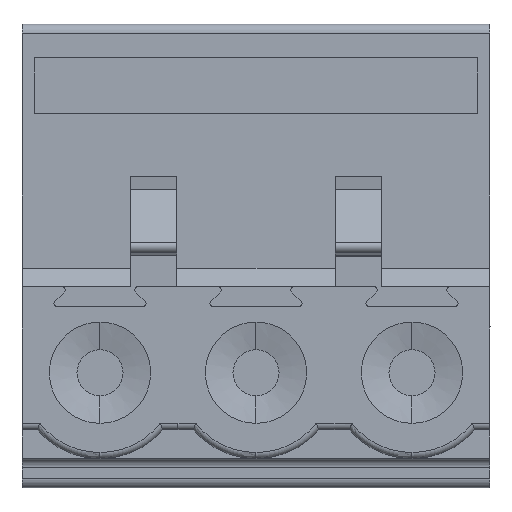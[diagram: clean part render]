
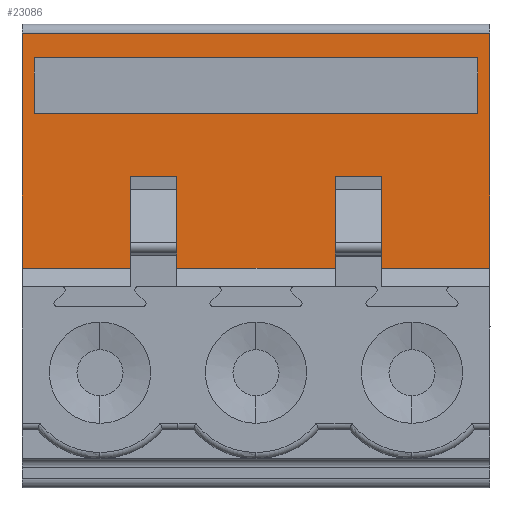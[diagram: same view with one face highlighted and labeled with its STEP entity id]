
A CAD part, front view. The second image highlights one B-rep face of the part: STEP entity #23086.
In plain terms, the highlighted planar face has unit normal (0, -1, 0).
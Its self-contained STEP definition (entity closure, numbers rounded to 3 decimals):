
#625 = DIRECTION ( 'NONE',  ( 0., 0., 1. ) ) ;
#955 = EDGE_CURVE ( 'NONE', #10114, #3358, #4096, .T. ) ;
#1567 = VERTEX_POINT ( 'NONE', #2285 ) ;
#1778 = CARTESIAN_POINT ( 'NONE',  ( 0.4, 8.8, 12.2 ) ) ;
#1792 = LINE ( 'NONE', #25409, #3903 ) ;
#2022 = ORIENTED_EDGE ( 'NONE', *, *, #29793, .F. ) ;
#2028 = LINE ( 'NONE', #18642, #17022 ) ;
#2169 = VERTEX_POINT ( 'NONE', #26243 ) ;
#2285 = CARTESIAN_POINT ( 'NONE',  ( 11.7, 8.8, 10.15 ) ) ;
#2370 = DIRECTION ( 'NONE',  ( -1., 0., 0. ) ) ;
#2851 = VECTOR ( 'NONE', #4158, 1000. ) ;
#3243 = CARTESIAN_POINT ( 'NONE',  ( 0., 8.8, 14.8 ) ) ;
#3358 = VERTEX_POINT ( 'NONE', #19468 ) ;
#3542 = PLANE ( 'NONE',  #13642 ) ;
#3727 = EDGE_CURVE ( 'NONE', #27566, #17667, #2028, .T. ) ;
#3840 = VECTOR ( 'NONE', #7195, 1000. ) ;
#3903 = VECTOR ( 'NONE', #23221, 1000. ) ;
#4096 = LINE ( 'NONE', #27444, #26318 ) ;
#4158 = DIRECTION ( 'NONE',  ( 1., 0., 0. ) ) ;
#4722 = CARTESIAN_POINT ( 'NONE',  ( 17.21, 8.8, 12.2 ) ) ;
#5377 = LINE ( 'NONE', #3243, #6544 ) ;
#5407 = DIRECTION ( 'NONE',  ( -1., 0., 0. ) ) ;
#5750 = EDGE_CURVE ( 'NONE', #15089, #11425, #5849, .T. ) ;
#5849 = LINE ( 'NONE', #25162, #20726 ) ;
#5896 = CARTESIAN_POINT ( 'NONE',  ( 10.2, 8.8, 10.15 ) ) ;
#5901 = VECTOR ( 'NONE', #5407, 1000. ) ;
#6015 = LINE ( 'NONE', #15519, #2851 ) ;
#6449 = EDGE_CURVE ( 'NONE', #26797, #11425, #26356, .T. ) ;
#6544 = VECTOR ( 'NONE', #625, 1000. ) ;
#7195 = DIRECTION ( 'NONE',  ( -1., 0., 0. ) ) ;
#7198 = VECTOR ( 'NONE', #22406, 1000. ) ;
#7579 = LINE ( 'NONE', #25034, #5901 ) ;
#7736 = VECTOR ( 'NONE', #9354, 1000. ) ;
#8626 = VECTOR ( 'NONE', #2370, 1000. ) ;
#8738 = VECTOR ( 'NONE', #28369, 1000. ) ;
#9056 = LINE ( 'NONE', #11706, #8738 ) ;
#9354 = DIRECTION ( 'NONE',  ( 0., 0., -1. ) ) ;
#9781 = ORIENTED_EDGE ( 'NONE', *, *, #3727, .F. ) ;
#9838 = ORIENTED_EDGE ( 'NONE', *, *, #5750, .F. ) ;
#9898 = ORIENTED_EDGE ( 'NONE', *, *, #22521, .F. ) ;
#10114 = VERTEX_POINT ( 'NONE', #26558 ) ;
#10130 = CARTESIAN_POINT ( 'NONE',  ( 14.84, 8.8, 12.2 ) ) ;
#10259 = ORIENTED_EDGE ( 'NONE', *, *, #19376, .F. ) ;
#10557 = CARTESIAN_POINT ( 'NONE',  ( 15.24, 8.8, 14.8 ) ) ;
#11425 = VERTEX_POINT ( 'NONE', #1778 ) ;
#11557 = LINE ( 'NONE', #16231, #21701 ) ;
#11706 = CARTESIAN_POINT ( 'NONE',  ( 14.84, 8.8, 14. ) ) ;
#12891 = LINE ( 'NONE', #10557, #7198 ) ;
#13328 = ORIENTED_EDGE ( 'NONE', *, *, #23799, .T. ) ;
#13642 = AXIS2_PLACEMENT_3D ( 'NONE', #29642, #29336, #27343 ) ;
#13724 = VERTEX_POINT ( 'NONE', #22463 ) ;
#13759 = DIRECTION ( 'NONE',  ( -1., 0., 0. ) ) ;
#13934 = VECTOR ( 'NONE', #28196, 1000. ) ;
#14324 = EDGE_CURVE ( 'NONE', #27566, #1567, #6015, .T. ) ;
#15089 = VERTEX_POINT ( 'NONE', #15162 ) ;
#15120 = EDGE_CURVE ( 'NONE', #17667, #17248, #11557, .T. ) ;
#15162 = CARTESIAN_POINT ( 'NONE',  ( 0.4, 8.8, 14. ) ) ;
#15198 = DIRECTION ( 'NONE',  ( 0., 0., -1. ) ) ;
#15519 = CARTESIAN_POINT ( 'NONE',  ( 10.2, 8.8, 10.15 ) ) ;
#15686 = VERTEX_POINT ( 'NONE', #30404 ) ;
#15947 = EDGE_LOOP ( 'NONE', ( #26607, #9781, #18125, #20637, #2022, #13328, #23464, #10259, #25116, #22111, #28273, #16157 ) ) ;
#16080 = DIRECTION ( 'NONE',  ( -1., 0., 0. ) ) ;
#16157 = ORIENTED_EDGE ( 'NONE', *, *, #24784, .T. ) ;
#16231 = CARTESIAN_POINT ( 'NONE',  ( 15.24, 8.8, 7.15 ) ) ;
#17022 = VECTOR ( 'NONE', #25489, 1000. ) ;
#17085 = EDGE_CURVE ( 'NONE', #1567, #28021, #18089, .T. ) ;
#17248 = VERTEX_POINT ( 'NONE', #30114 ) ;
#17631 = VERTEX_POINT ( 'NONE', #28392 ) ;
#17667 = VERTEX_POINT ( 'NONE', #18926 ) ;
#17695 = FACE_BOUND ( 'NONE', #30407, .T. ) ;
#18089 = LINE ( 'NONE', #25249, #13934 ) ;
#18125 = ORIENTED_EDGE ( 'NONE', *, *, #14324, .T. ) ;
#18273 = CARTESIAN_POINT ( 'NONE',  ( 5.04, 8.8, 10.15 ) ) ;
#18422 = CARTESIAN_POINT ( 'NONE',  ( 15.24, 8.8, 14.8 ) ) ;
#18642 = CARTESIAN_POINT ( 'NONE',  ( 10.2, 8.8, 10.15 ) ) ;
#18926 = CARTESIAN_POINT ( 'NONE',  ( 10.2, 8.8, 7.15 ) ) ;
#19004 = CARTESIAN_POINT ( 'NONE',  ( 15.24, 8.8, 7.15 ) ) ;
#19376 = EDGE_CURVE ( 'NONE', #17631, #13724, #5377, .T. ) ;
#19468 = CARTESIAN_POINT ( 'NONE',  ( 3.54, 8.8, 7.15 ) ) ;
#19967 = CARTESIAN_POINT ( 'NONE',  ( 15.24, 8.8, 7.15 ) ) ;
#20297 = LINE ( 'NONE', #18273, #7736 ) ;
#20637 = ORIENTED_EDGE ( 'NONE', *, *, #17085, .T. ) ;
#20726 = VECTOR ( 'NONE', #15198, 1000. ) ;
#21121 = CARTESIAN_POINT ( 'NONE',  ( 11.7, 8.8, 7.15 ) ) ;
#21351 = EDGE_CURVE ( 'NONE', #3358, #17631, #25459, .T. ) ;
#21701 = VECTOR ( 'NONE', #16080, 1000. ) ;
#21930 = CARTESIAN_POINT ( 'NONE',  ( 17.21, 8.8, 14. ) ) ;
#22111 = ORIENTED_EDGE ( 'NONE', *, *, #955, .F. ) ;
#22406 = DIRECTION ( 'NONE',  ( 0., 0., 1. ) ) ;
#22463 = CARTESIAN_POINT ( 'NONE',  ( 0., 8.8, 14.8 ) ) ;
#22521 = EDGE_CURVE ( 'NONE', #2169, #15089, #23661, .T. ) ;
#22539 = VERTEX_POINT ( 'NONE', #19004 ) ;
#23086 = ADVANCED_FACE ( 'NONE', ( #17695, #27028 ), #3542, .T. ) ;
#23221 = DIRECTION ( 'NONE',  ( -1., 0., 0. ) ) ;
#23392 = DIRECTION ( 'NONE',  ( 0., 0., -1. ) ) ;
#23464 = ORIENTED_EDGE ( 'NONE', *, *, #28546, .T. ) ;
#23555 = VECTOR ( 'NONE', #13759, 1000. ) ;
#23661 = LINE ( 'NONE', #21930, #8626 ) ;
#23799 = EDGE_CURVE ( 'NONE', #22539, #27362, #12891, .T. ) ;
#24784 = EDGE_CURVE ( 'NONE', #15686, #17248, #20297, .T. ) ;
#24809 = EDGE_CURVE ( 'NONE', #2169, #26797, #9056, .T. ) ;
#25034 = CARTESIAN_POINT ( 'NONE',  ( 15.24, 8.8, 14.8 ) ) ;
#25116 = ORIENTED_EDGE ( 'NONE', *, *, #21351, .F. ) ;
#25162 = CARTESIAN_POINT ( 'NONE',  ( 0.4, 8.8, 14. ) ) ;
#25245 = ORIENTED_EDGE ( 'NONE', *, *, #6449, .T. ) ;
#25249 = CARTESIAN_POINT ( 'NONE',  ( 11.7, 8.8, 10.15 ) ) ;
#25409 = CARTESIAN_POINT ( 'NONE',  ( 5.04, 8.8, 10.15 ) ) ;
#25459 = LINE ( 'NONE', #30393, #23555 ) ;
#25489 = DIRECTION ( 'NONE',  ( 0., 0., -1. ) ) ;
#26243 = CARTESIAN_POINT ( 'NONE',  ( 14.84, 8.8, 14. ) ) ;
#26318 = VECTOR ( 'NONE', #23392, 1000. ) ;
#26356 = LINE ( 'NONE', #4722, #3840 ) ;
#26558 = CARTESIAN_POINT ( 'NONE',  ( 3.54, 8.8, 10.15 ) ) ;
#26607 = ORIENTED_EDGE ( 'NONE', *, *, #15120, .F. ) ;
#26797 = VERTEX_POINT ( 'NONE', #10130 ) ;
#26877 = EDGE_CURVE ( 'NONE', #15686, #10114, #1792, .T. ) ;
#27028 = FACE_OUTER_BOUND ( 'NONE', #15947, .T. ) ;
#27114 = LINE ( 'NONE', #19967, #27844 ) ;
#27343 = DIRECTION ( 'NONE',  ( 0., 0., -1. ) ) ;
#27362 = VERTEX_POINT ( 'NONE', #18422 ) ;
#27444 = CARTESIAN_POINT ( 'NONE',  ( 3.54, 8.8, 10.15 ) ) ;
#27566 = VERTEX_POINT ( 'NONE', #5896 ) ;
#27844 = VECTOR ( 'NONE', #28819, 1000. ) ;
#28021 = VERTEX_POINT ( 'NONE', #21121 ) ;
#28196 = DIRECTION ( 'NONE',  ( 0., 0., -1. ) ) ;
#28273 = ORIENTED_EDGE ( 'NONE', *, *, #26877, .F. ) ;
#28369 = DIRECTION ( 'NONE',  ( 0., 0., -1. ) ) ;
#28392 = CARTESIAN_POINT ( 'NONE',  ( 0., 8.8, 7.15 ) ) ;
#28546 = EDGE_CURVE ( 'NONE', #27362, #13724, #7579, .T. ) ;
#28819 = DIRECTION ( 'NONE',  ( -1., 0., 0. ) ) ;
#29336 = DIRECTION ( 'NONE',  ( 0., -1., 0. ) ) ;
#29457 = ORIENTED_EDGE ( 'NONE', *, *, #24809, .T. ) ;
#29642 = CARTESIAN_POINT ( 'NONE',  ( 15.24, 8.8, 14.8 ) ) ;
#29793 = EDGE_CURVE ( 'NONE', #22539, #28021, #27114, .T. ) ;
#30114 = CARTESIAN_POINT ( 'NONE',  ( 5.04, 8.8, 7.15 ) ) ;
#30393 = CARTESIAN_POINT ( 'NONE',  ( 15.24, 8.8, 7.15 ) ) ;
#30404 = CARTESIAN_POINT ( 'NONE',  ( 5.04, 8.8, 10.15 ) ) ;
#30407 = EDGE_LOOP ( 'NONE', ( #9898, #29457, #25245, #9838 ) ) ;
